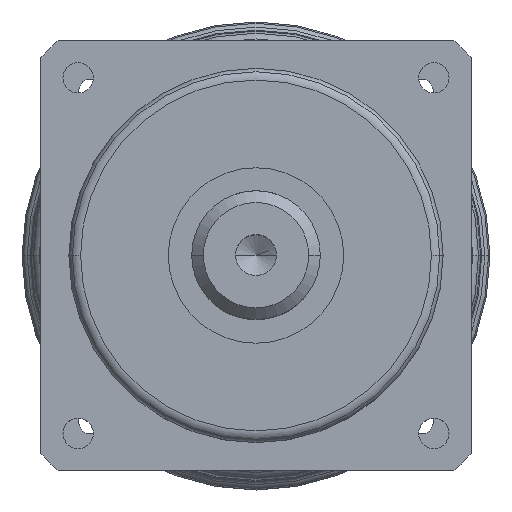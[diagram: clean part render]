
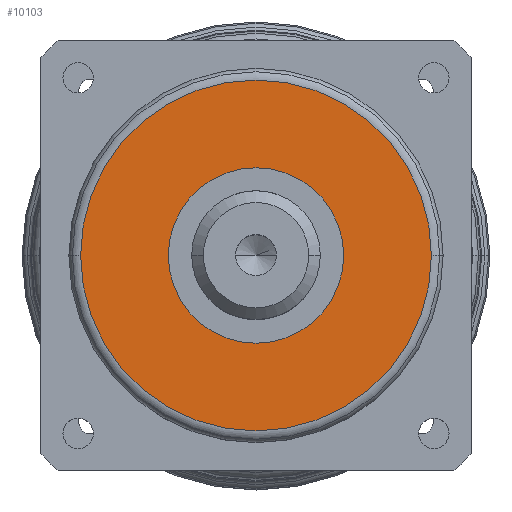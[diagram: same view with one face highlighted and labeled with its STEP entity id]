
A CAD part, top view. The second image highlights one B-rep face of the part: STEP entity #10103.
In plain terms, the highlighted planar face has unit normal (0, 0, 1).
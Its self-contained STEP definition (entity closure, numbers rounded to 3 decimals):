
#6789=CARTESIAN_POINT('',(0.,0.,137.));
#6790=DIRECTION('',(0.,0.,1.));
#6791=DIRECTION('',(1.,0.,0.));
#6792=AXIS2_PLACEMENT_3D('',#6789,#6790,#6791);
#6794=CARTESIAN_POINT('',(0.,0.,137.));
#6795=DIRECTION('',(0.,0.,1.));
#6796=DIRECTION('',(-1.,0.,0.));
#6797=AXIS2_PLACEMENT_3D('',#6794,#6795,#6796);
#6799=CARTESIAN_POINT('',(0.,0.,137.));
#6800=DIRECTION('',(0.,0.,-1.));
#6801=DIRECTION('',(1.,0.,0.));
#6802=AXIS2_PLACEMENT_3D('',#6799,#6800,#6801);
#6804=CARTESIAN_POINT('',(0.,0.,137.));
#6805=DIRECTION('',(0.,0.,-1.));
#6806=DIRECTION('',(-1.,0.,0.));
#6807=AXIS2_PLACEMENT_3D('',#6804,#6805,#6806);
#7675=CARTESIAN_POINT('',(-37.5,0.,137.));
#7677=VERTEX_POINT('',#7675);
#7679=CARTESIAN_POINT('',(37.5,0.,137.));
#7681=VERTEX_POINT('',#7679);
#7756=CARTESIAN_POINT('',(-75.,0.,137.));
#7757=VERTEX_POINT('',#7756);
#7758=CARTESIAN_POINT('',(75.,0.,137.));
#7759=VERTEX_POINT('',#7758);
#10087=CARTESIAN_POINT('',(0.,0.,137.));
#10088=DIRECTION('',(0.,0.,1.));
#10089=DIRECTION('',(1.,0.,0.));
#10090=AXIS2_PLACEMENT_3D('',#10087,#10088,#10089);
#10091=PLANE('',#10090);
#10092=ORIENTED_EDGE('',*,*,#10077,.F.);
#10094=ORIENTED_EDGE('',*,*,#10093,.F.);
#10095=EDGE_LOOP('',(#10092,#10094));
#10096=FACE_OUTER_BOUND('',#10095,.F.);
#10098=ORIENTED_EDGE('',*,*,#10097,.F.);
#10100=ORIENTED_EDGE('',*,*,#10099,.F.);
#10101=EDGE_LOOP('',(#10098,#10100));
#10102=FACE_BOUND('',#10101,.F.);
#10103=ADVANCED_FACE('',(#10096,#10102),#10091,.T.);
#6793=CIRCLE('',#6792,75.);
#6798=CIRCLE('',#6797,75.);
#6803=CIRCLE('',#6802,37.5);
#6808=CIRCLE('',#6807,37.5);
#10077=EDGE_CURVE('',#7759,#7757,#6793,.T.);
#10093=EDGE_CURVE('',#7757,#7759,#6798,.T.);
#10097=EDGE_CURVE('',#7681,#7677,#6803,.T.);
#10099=EDGE_CURVE('',#7677,#7681,#6808,.T.);
